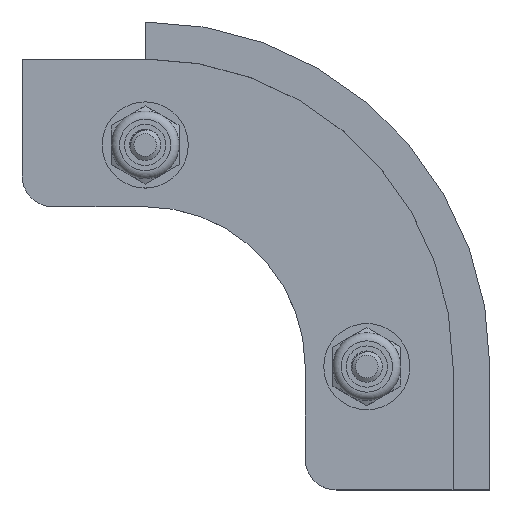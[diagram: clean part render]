
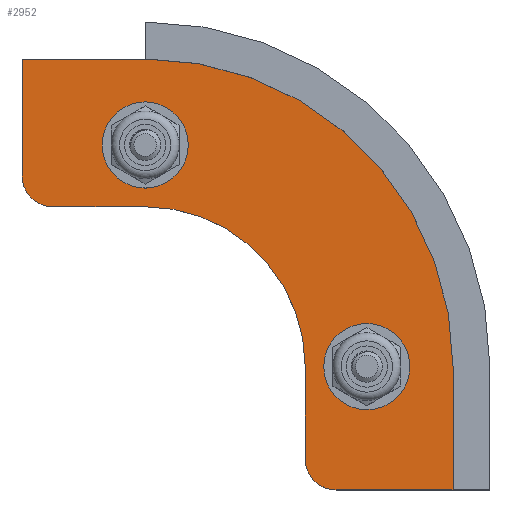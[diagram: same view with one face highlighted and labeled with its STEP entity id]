
A CAD part, top view. The second image highlights one B-rep face of the part: STEP entity #2952.
In plain terms, the highlighted planar face has unit normal (0, 0, 1).
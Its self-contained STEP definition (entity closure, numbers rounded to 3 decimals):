
#444=FACE_BOUND('',#636,.T.);
#445=FACE_BOUND('',#637,.T.);
#461=FACE_OUTER_BOUND('',#635,.T.);
#635=EDGE_LOOP('',(#2020,#2021,#2022,#2023,#2024,#2025,#2026,#2027,#2028,
#2029));
#636=EDGE_LOOP('',(#2030));
#637=EDGE_LOOP('',(#2031));
#822=CIRCLE('',#3186,13.);
#823=CIRCLE('',#3187,2.5);
#824=CIRCLE('',#3188,25.);
#825=CIRCLE('',#3189,2.5);
#826=CIRCLE('',#3190,1.6);
#827=CIRCLE('',#3191,1.6);
#938=LINE('',#4327,#1083);
#944=LINE('',#4342,#1089);
#948=LINE('',#4353,#1093);
#949=LINE('',#4357,#1094);
#950=LINE('',#4359,#1095);
#951=LINE('',#4362,#1096);
#1083=VECTOR('',#3526,9.5);
#1089=VECTOR('',#3540,10.);
#1093=VECTOR('',#3550,7.5);
#1094=VECTOR('',#3555,10.);
#1095=VECTOR('',#3556,9.5);
#1096=VECTOR('',#3559,7.5);
#1233=VERTEX_POINT('',#4324);
#1234=VERTEX_POINT('',#4326);
#1239=VERTEX_POINT('',#4340);
#1240=VERTEX_POINT('',#4344);
#1241=VERTEX_POINT('',#4349);
#1242=VERTEX_POINT('',#4350);
#1243=VERTEX_POINT('',#4352);
#1244=VERTEX_POINT('',#4356);
#1245=VERTEX_POINT('',#4358);
#1246=VERTEX_POINT('',#4360);
#1247=VERTEX_POINT('',#4363);
#1248=VERTEX_POINT('',#4365);
#1539=EDGE_CURVE('',#1233,#1234,#938,.T.);
#1547=EDGE_CURVE('',#1233,#1239,#944,.T.);
#1551=EDGE_CURVE('',#1241,#1242,#822,.T.);
#1552=EDGE_CURVE('',#1243,#1241,#948,.T.);
#1553=EDGE_CURVE('',#1243,#1234,#823,.T.);
#1554=EDGE_CURVE('',#1239,#1240,#824,.T.);
#1555=EDGE_CURVE('',#1240,#1244,#949,.T.);
#1556=EDGE_CURVE('',#1244,#1245,#950,.T.);
#1557=EDGE_CURVE('',#1245,#1246,#825,.T.);
#1558=EDGE_CURVE('',#1242,#1246,#951,.T.);
#1559=EDGE_CURVE('',#1247,#1247,#826,.T.);
#1560=EDGE_CURVE('',#1248,#1248,#827,.T.);
#2020=ORIENTED_EDGE('',*,*,#1551,.F.);
#2021=ORIENTED_EDGE('',*,*,#1552,.F.);
#2022=ORIENTED_EDGE('',*,*,#1553,.T.);
#2023=ORIENTED_EDGE('',*,*,#1539,.F.);
#2024=ORIENTED_EDGE('',*,*,#1547,.T.);
#2025=ORIENTED_EDGE('',*,*,#1554,.T.);
#2026=ORIENTED_EDGE('',*,*,#1555,.T.);
#2027=ORIENTED_EDGE('',*,*,#1556,.T.);
#2028=ORIENTED_EDGE('',*,*,#1557,.T.);
#2029=ORIENTED_EDGE('',*,*,#1558,.F.);
#2030=ORIENTED_EDGE('',*,*,#1559,.F.);
#2031=ORIENTED_EDGE('',*,*,#1560,.F.);
#2917=PLANE('',#3185);
#2952=ADVANCED_FACE('',(#461,#444,#445),#2917,.F.);
#3185=AXIS2_PLACEMENT_3D('',#4348,#3546,#3547);
#3186=AXIS2_PLACEMENT_3D('',#4351,#3548,#3549);
#3187=AXIS2_PLACEMENT_3D('',#4354,#3551,#3552);
#3188=AXIS2_PLACEMENT_3D('',#4355,#3553,#3554);
#3189=AXIS2_PLACEMENT_3D('',#4361,#3557,#3558);
#3190=AXIS2_PLACEMENT_3D('',#4364,#3560,#3561);
#3191=AXIS2_PLACEMENT_3D('',#4366,#3562,#3563);
#3526=DIRECTION('',(-1.,0.,0.));
#3540=DIRECTION('',(0.,1.,0.));
#3546=DIRECTION('center_axis',(0.,0.,-1.));
#3547=DIRECTION('ref_axis',(0.,1.,0.));
#3548=DIRECTION('center_axis',(0.,0.,1.));
#3549=DIRECTION('ref_axis',(0.,1.,0.));
#3550=DIRECTION('',(0.,1.,0.));
#3551=DIRECTION('center_axis',(0.,0.,1.));
#3552=DIRECTION('ref_axis',(-0.707,-0.707,0.));
#3553=DIRECTION('center_axis',(0.,0.,1.));
#3554=DIRECTION('ref_axis',(0.,1.,0.));
#3555=DIRECTION('',(-1.,0.,0.));
#3556=DIRECTION('',(0.,-1.,0.));
#3557=DIRECTION('center_axis',(0.,0.,1.));
#3558=DIRECTION('ref_axis',(-0.707,-0.707,0.));
#3559=DIRECTION('',(-1.,0.,0.));
#3560=DIRECTION('center_axis',(0.,0.,1.));
#3561=DIRECTION('ref_axis',(0.,1.,0.));
#3562=DIRECTION('center_axis',(0.,0.,1.));
#3563=DIRECTION('ref_axis',(0.,1.,0.));
#4324=CARTESIAN_POINT('',(-42.25,197.25,0.));
#4326=CARTESIAN_POINT('',(-51.75,197.25,0.));
#4327=CARTESIAN_POINT('',(-43.25,197.25,0.));
#4340=CARTESIAN_POINT('',(-42.25,207.25,0.));
#4342=CARTESIAN_POINT('',(-42.25,197.25,0.));
#4344=CARTESIAN_POINT('',(-67.25,232.25,0.));
#4348=CARTESIAN_POINT('Origin',(-67.25,207.25,0.));
#4349=CARTESIAN_POINT('',(-54.25,207.25,0.));
#4350=CARTESIAN_POINT('',(-67.25,220.25,0.));
#4351=CARTESIAN_POINT('Origin',(-67.25,207.25,0.));
#4352=CARTESIAN_POINT('',(-54.25,199.75,0.));
#4353=CARTESIAN_POINT('',(-54.25,207.25,0.));
#4354=CARTESIAN_POINT('Origin',(-51.75,199.75,0.));
#4355=CARTESIAN_POINT('Origin',(-67.25,207.25,0.));
#4356=CARTESIAN_POINT('',(-77.25,232.25,0.));
#4357=CARTESIAN_POINT('',(-77.25,232.25,0.));
#4358=CARTESIAN_POINT('',(-77.25,222.75,0.));
#4359=CARTESIAN_POINT('',(-77.25,231.25,0.));
#4360=CARTESIAN_POINT('',(-74.75,220.25,0.));
#4361=CARTESIAN_POINT('Origin',(-74.75,222.75,0.));
#4362=CARTESIAN_POINT('',(-72.25,220.25,0.));
#4363=CARTESIAN_POINT('',(-49.25,205.65,0.));
#4364=CARTESIAN_POINT('Origin',(-49.25,207.25,0.));
#4365=CARTESIAN_POINT('',(-67.25,223.65,0.));
#4366=CARTESIAN_POINT('Origin',(-67.25,225.25,0.));
